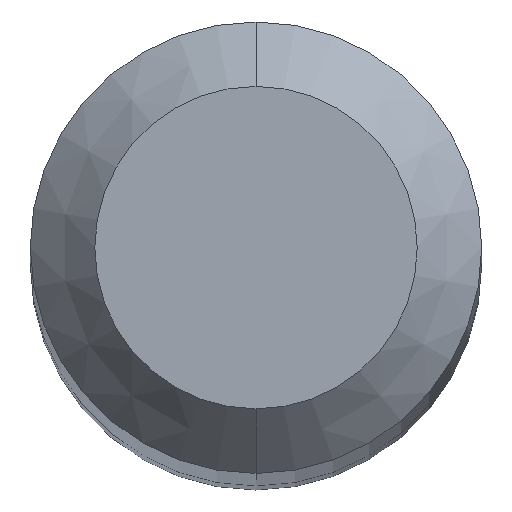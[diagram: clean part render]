
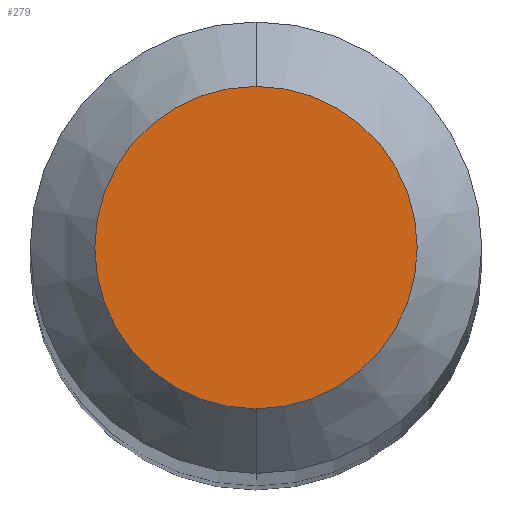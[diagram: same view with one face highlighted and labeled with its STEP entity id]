
A CAD part, top view. The second image highlights one B-rep face of the part: STEP entity #279.
In plain terms, the highlighted planar face has unit normal (0, 0, 1).
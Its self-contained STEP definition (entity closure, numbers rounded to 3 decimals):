
#16 = CARTESIAN_POINT ( 'NONE',  ( 0., 0.5, 30. ) ) ;
#43 = DIRECTION ( 'NONE',  ( 0., 0., -1. ) ) ;
#46 = PLANE ( 'NONE',  #160 ) ;
#64 = CIRCLE ( 'NONE', #94, 0.5 ) ;
#65 = CARTESIAN_POINT ( 'NONE',  ( 0., 0., 30. ) ) ;
#71 = FACE_OUTER_BOUND ( 'NONE', #293, .T. ) ;
#79 = VERTEX_POINT ( 'NONE', #16 ) ;
#87 = DIRECTION ( 'NONE',  ( 0., 1., 0. ) ) ;
#93 = DIRECTION ( 'NONE',  ( 0., 0., -1. ) ) ;
#94 = AXIS2_PLACEMENT_3D ( 'NONE', #141, #43, #87 ) ;
#125 = VERTEX_POINT ( 'NONE', #246 ) ;
#132 = EDGE_CURVE ( 'NONE', #125, #79, #64, .T. ) ;
#141 = CARTESIAN_POINT ( 'NONE',  ( 0., 0., 30. ) ) ;
#160 = AXIS2_PLACEMENT_3D ( 'NONE', #221, #93, #278 ) ;
#165 = DIRECTION ( 'NONE',  ( 0., 1., 0. ) ) ;
#180 = CIRCLE ( 'NONE', #266, 0.5 ) ;
#221 = CARTESIAN_POINT ( 'NONE',  ( 0., 0., 30. ) ) ;
#222 = EDGE_CURVE ( 'NONE', #79, #125, #180, .T. ) ;
#246 = CARTESIAN_POINT ( 'NONE',  ( 0., -0.5, 30. ) ) ;
#266 = AXIS2_PLACEMENT_3D ( 'NONE', #65, #276, #165 ) ;
#276 = DIRECTION ( 'NONE',  ( 0., 0., -1. ) ) ;
#278 = DIRECTION ( 'NONE',  ( 0., 1., 0. ) ) ;
#279 = ADVANCED_FACE ( 'NONE', ( #71 ), #46, .F. ) ;
#288 = ORIENTED_EDGE ( 'NONE', *, *, #222, .F. ) ;
#291 = ORIENTED_EDGE ( 'NONE', *, *, #132, .F. ) ;
#293 = EDGE_LOOP ( 'NONE', ( #288, #291 ) ) ;
